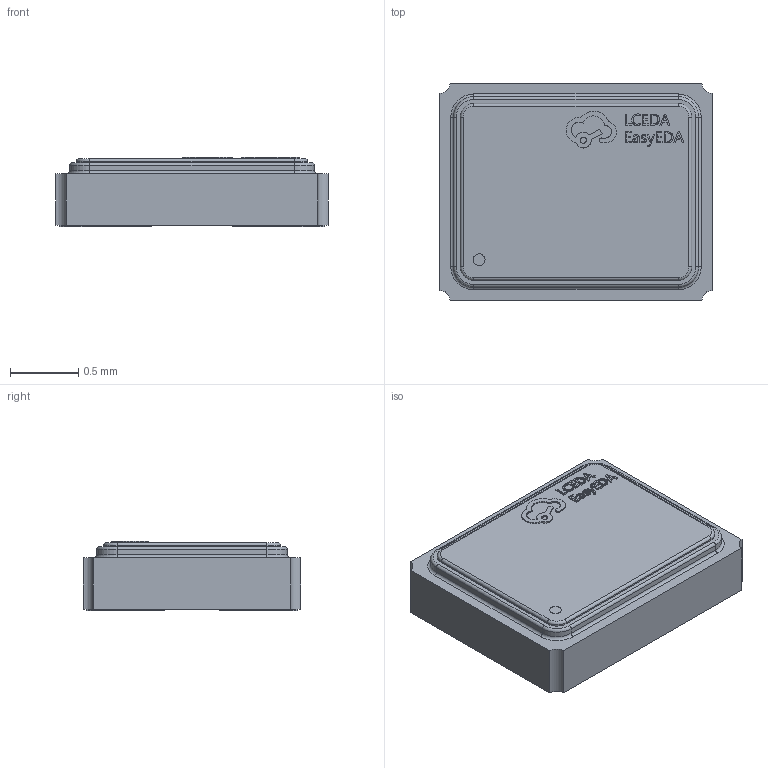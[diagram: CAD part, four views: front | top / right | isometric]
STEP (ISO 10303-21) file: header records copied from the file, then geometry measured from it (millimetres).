
FILE_DESCRIPTION (( 'STEP AP214' ), '1' );
FILE_NAME ('CRYSTAL-SMD_4P-L2.0-W1.6-BL-A.step', '2022-06-20T11:01:45', ( '' ), ( '' ), 'SwSTEP 2.0', 'SolidWorks 2020', '' );
FILE_SCHEMA (( 'AUTOMOTIVE_DESIGN' ));
Length unit declared in the file: millimetre
Products named in the file (1): CRYSTAL-SMD_4P-L2.0-W1.6-BL-A
Bounding box: 2 x 1.6 x 0.51 mm (x, y, z)
Volume: 1.5 mm3; surface area: 9.7 mm2
Topology: 1 solids, 1 shells, 363 faces, 960 edges, 632 vertices
Faces by surface type: plane 209, bspline 112, cylinder 30, torus 12
Entity records: 16373 total; most frequent: CARTESIAN_POINT 4060, ORIENTED_EDGE 1920, DIRECTION 1308, EDGE_CURVE 960, VECTOR 660, LINE 660, VERTEX_POINT 632, EDGE_LOOP 396
